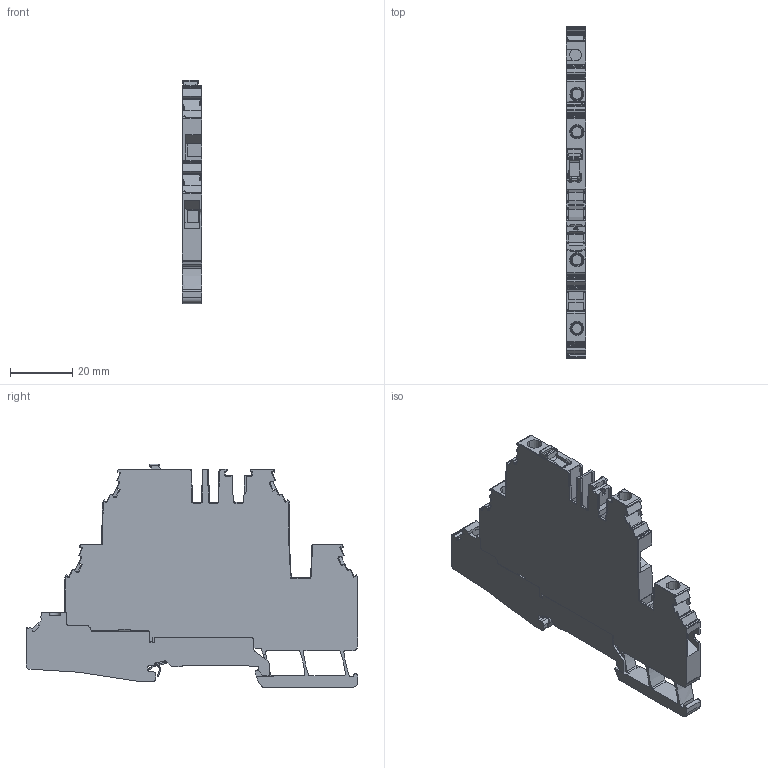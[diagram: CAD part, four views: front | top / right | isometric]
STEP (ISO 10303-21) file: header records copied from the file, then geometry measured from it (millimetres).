
FILE_DESCRIPTION(('CATIA V5 STEP Exchange','CAx-IF Rec.Pracs.--- Model Styling and Organization---1.4--- 2014-01-23'),'2;1');
FILE_NAME ('1473556-3_0', '2022-12-01T09:42:27+00:00', ('none'), ('Weidmueller'), 'CATIA Version 5-6 Release 2016 SP3 HF44', 'CATIA V5 STEP AP214', 'none');
FILE_SCHEMA(('AUTOMOTIVE_DESIGN { 1 0 10303 214 1 1 1 1 }'));
Length unit declared in the file: millimetre
Products named in the file (1): 2893740000
Bounding box: 6.1 x 106.23 x 71.48 mm (x, y, z)
Volume: 27669.2 mm3; surface area: 17917.5 mm2
Topology: 6 solids, 6 shells, 1376 faces, 3900 edges, 2556 vertices
Faces by surface type: plane 734, cylinder 500, torus 67, cone 42, extrusion 21, bspline 12
Entity records: 44300 total; most frequent: CARTESIAN_POINT 9937, ORIENTED_EDGE 7796, DIRECTION 5945, EDGE_CURVE 3898, VECTOR 2623, LINE 2602, VERTEX_POINT 2556, AXIS2_PLACEMENT_3D 2162
